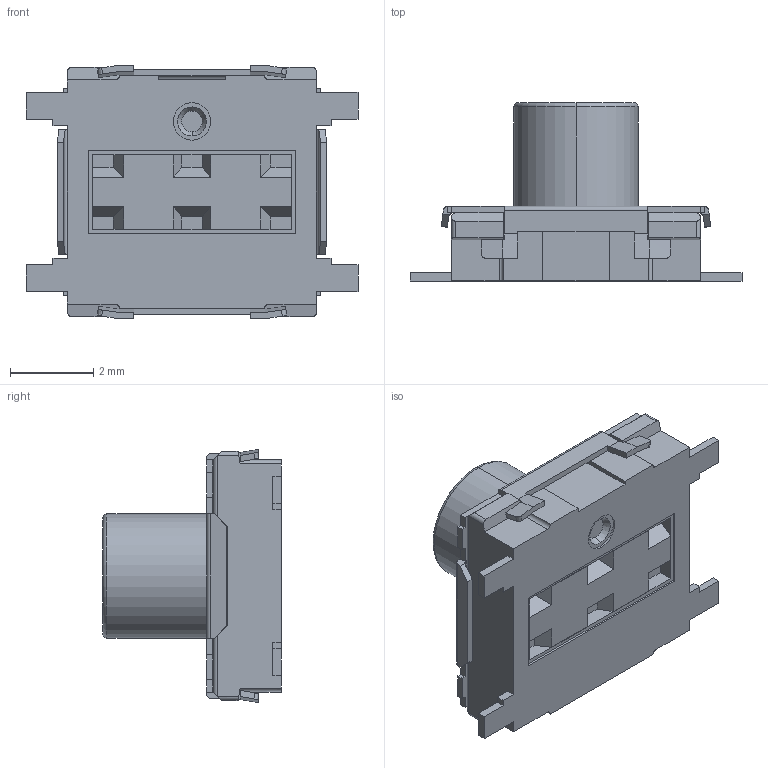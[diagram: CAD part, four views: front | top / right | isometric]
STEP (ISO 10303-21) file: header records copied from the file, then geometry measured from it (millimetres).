
FILE_DESCRIPTION (( 'STEP AP203' ), '1' );
FILE_NAME ('EVP_straight terminal_without_GND.STEP', '2020-09-24T05:07:48', ( '' ), ( '' ), 'SwSTEP 2.0', 'SolidWorks 2018', '' );
FILE_SCHEMA (( 'CONFIG_CONTROL_DESIGN' ));
Length unit declared in the file: metre
Products named in the file (1): EVP_straight terminal_without_GND
Bounding box: 8 x 4.3 x 6.1 mm (x, y, z)
Volume: 78 mm3; surface area: 167.4 mm2
Topology: 1 solids, 1 shells, 224 faces, 632 edges, 410 vertices
Faces by surface type: plane 177, cylinder 27, bspline 16, cone 2, torus 2
Entity records: 7561 total; most frequent: CARTESIAN_POINT 1921, ORIENTED_EDGE 1264, DIRECTION 996, EDGE_CURVE 632, VECTOR 486, LINE 486, VERTEX_POINT 410, AXIS2_PLACEMENT_3D 255
